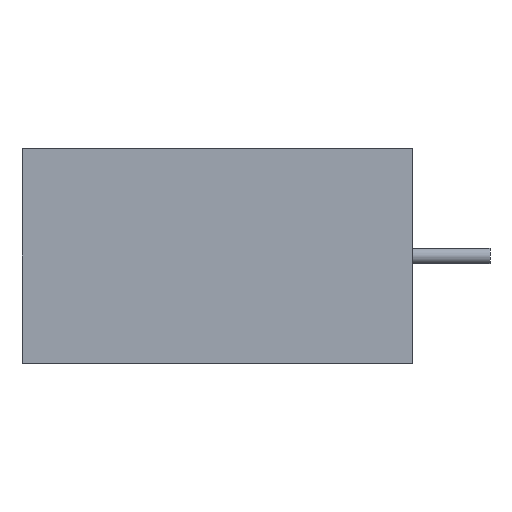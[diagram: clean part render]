
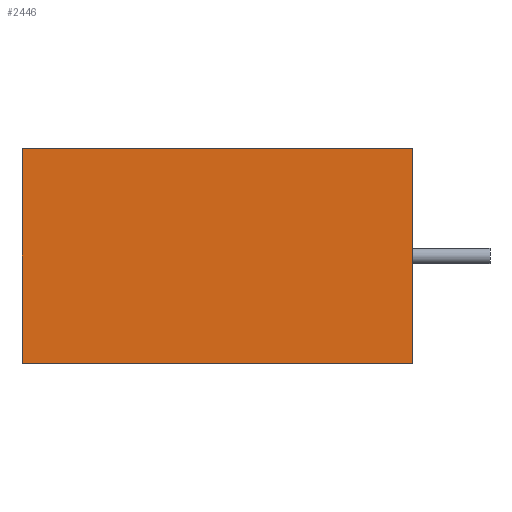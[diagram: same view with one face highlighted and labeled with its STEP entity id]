
A CAD part, left-side view. The second image highlights one B-rep face of the part: STEP entity #2446.
In plain terms, the highlighted planar face has unit normal (-1, 0, 0).
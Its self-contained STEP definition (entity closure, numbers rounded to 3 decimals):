
#269=ORIENTED_EDGE('',*,*,#730,.T.);
#270=ORIENTED_EDGE('',*,*,#749,.F.);
#271=ORIENTED_EDGE('',*,*,#725,.F.);
#272=ORIENTED_EDGE('',*,*,#750,.T.);
#725=EDGE_CURVE('',#971,#972,#1127,.T.);
#730=EDGE_CURVE('',#977,#976,#1132,.T.);
#749=EDGE_CURVE('',#972,#976,#1151,.T.);
#750=EDGE_CURVE('',#971,#977,#1152,.T.);
#971=VERTEX_POINT('',#3367);
#972=VERTEX_POINT('',#3369);
#976=VERTEX_POINT('',#3378);
#977=VERTEX_POINT('',#3380);
#1127=LINE('',#3368,#1294);
#1132=LINE('',#3379,#1299);
#1151=LINE('',#3416,#1318);
#1152=LINE('',#3417,#1319);
#1294=VECTOR('',#2750,1000.);
#1299=VECTOR('',#2757,1000.);
#1318=VECTOR('',#2782,1000.);
#1319=VECTOR('',#2783,1000.);
#1422=EDGE_LOOP('',(#269,#270,#271,#272));
#1541=FACE_BOUND('',#1422,.T.);
#1642=PLANE('',#2566);
#2446=ADVANCED_FACE('',(#1541),#1642,.F.);
#2566=AXIS2_PLACEMENT_3D('',#3415,#2780,#2781);
#2750=DIRECTION('',(0.,-1.,0.));
#2757=DIRECTION('',(0.,-1.,0.));
#2780=DIRECTION('',(1.,0.,0.));
#2781=DIRECTION('',(0.,0.,-1.));
#2782=DIRECTION('',(0.,0.,-1.));
#2783=DIRECTION('',(0.,0.,-1.));
#3367=CARTESIAN_POINT('',(-16.,10.,5.5));
#3368=CARTESIAN_POINT('',(-16.,10.,5.5));
#3369=CARTESIAN_POINT('',(-16.,-10.,5.5));
#3378=CARTESIAN_POINT('',(-16.,-10.,-5.5));
#3379=CARTESIAN_POINT('',(-16.,10.,-5.5));
#3380=CARTESIAN_POINT('',(-16.,10.,-5.5));
#3415=CARTESIAN_POINT('',(-16.,10.,5.5));
#3416=CARTESIAN_POINT('',(-16.,-10.,5.5));
#3417=CARTESIAN_POINT('',(-16.,10.,5.5));
